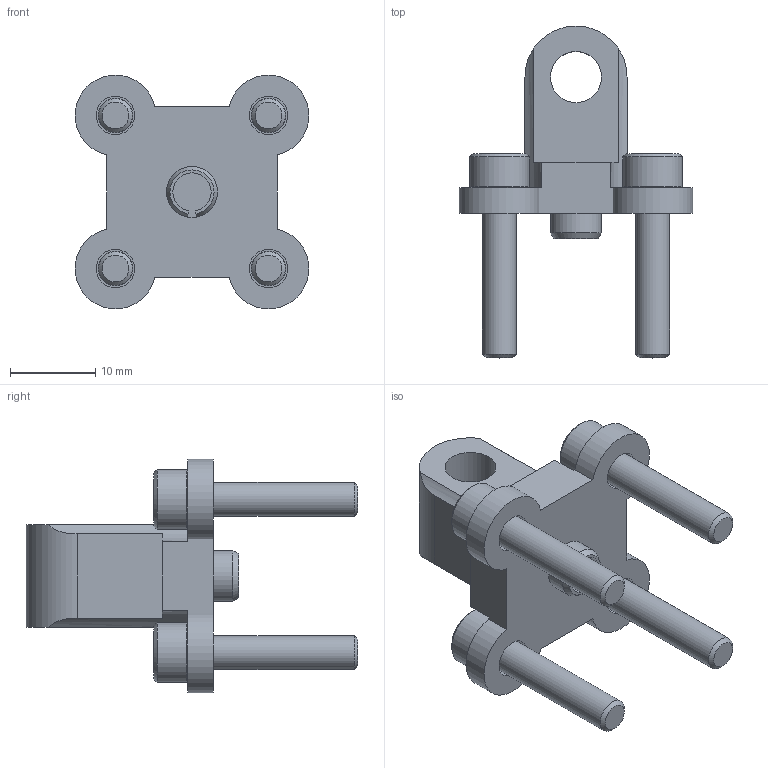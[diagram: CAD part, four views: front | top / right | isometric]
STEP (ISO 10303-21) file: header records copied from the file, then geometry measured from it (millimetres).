
FILE_DESCRIPTION(/* description */ ('STEP AP214'),/* implementation_level */ '2;1');
FILE_NAME(/* name */ '176883_SUA-12_16-R3',/* time_stamp */ '2024-09-15T14:38:07+02:00',/* author */ ('License CC BY-ND 4.0'),/* organization */ ('CADENAS'),/* preprocessor_version */ 'ST-DEVELOPER v19.3',/* originating_system */ 'PARTsolutions',/* authorisation */ ' ');
FILE_SCHEMA (('AUTOMOTIVE_DESIGN {1 0 10303 214 3 1 1}'));
Length unit declared in the file: millimetre
Products named in the file (4): 176883 SUA-12/16-R3; 176883 SUA-12/16-R3---(F); DIN-912 - M4x20(F); Clamping pin DIN 7346 6x10
Assembly tree (6 placements, depth 2):
  176883 SUA-12/16-R3
    176883 SUA-12/16-R3---(F)
    DIN-912 - M4x20(F)  x4
    Clamping pin DIN 7346 6x10
Bounding box: 27.5 x 39 x 27.5 mm (x, y, z)
Volume: 5552.1 mm3; surface area: 4742.7 mm2
Topology: 6 solids, 6 shells, 153 faces, 320 edges, 184 vertices
Faces by surface type: plane 82, cone 46, cylinder 25
Full cylindrical faces by diameter (mm): 4 x4, 4.5 x4, 6 x2, 7 x4
Entity records: 2046 total; most frequent: CARTESIAN_POINT 361, DIRECTION 348, ORIENTED_EDGE 292, EDGE_CURVE 146, AXIS2_PLACEMENT_3D 136, VERTEX_POINT 99, FACE_BOUND 95, EDGE_LOOP 94
